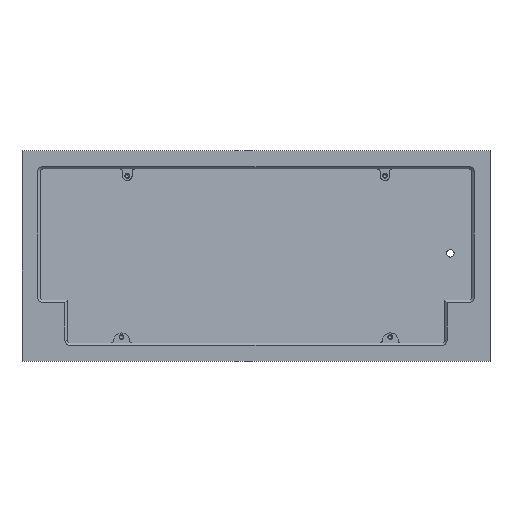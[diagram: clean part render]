
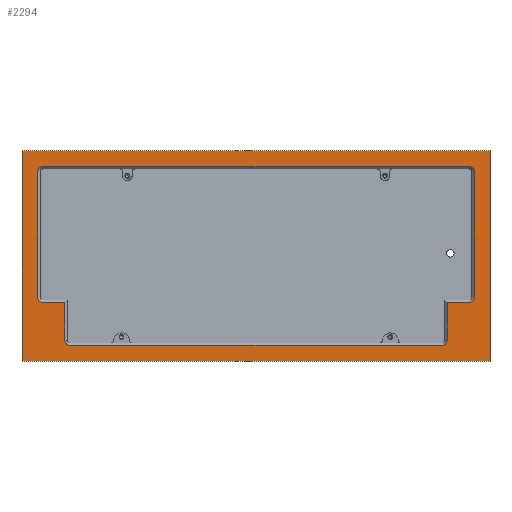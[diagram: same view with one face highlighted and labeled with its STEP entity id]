
A CAD part, top view. The second image highlights one B-rep face of the part: STEP entity #2294.
In plain terms, the highlighted planar face has unit normal (0, 0, 1).
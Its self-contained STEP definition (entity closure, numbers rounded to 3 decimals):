
#105=FACE_BOUND('',#345,.T.);
#134=PLANE('',#2439);
#211=FACE_OUTER_BOUND('',#344,.T.);
#344=EDGE_LOOP('',(#1733,#1734,#1735,#1736));
#345=EDGE_LOOP('',(#1737,#1738,#1739,#1740,#1741,#1742,#1743,#1744,#1745,
#1746,#1747,#1748,#1749,#1750));
#532=LINE('',#3491,#767);
#535=LINE('',#3496,#770);
#537=LINE('',#3501,#772);
#539=LINE('',#3504,#774);
#541=LINE('',#3511,#776);
#542=LINE('',#3513,#777);
#543=LINE('',#3517,#778);
#544=LINE('',#3521,#779);
#545=LINE('',#3525,#780);
#546=LINE('',#3529,#781);
#547=LINE('',#3531,#782);
#548=LINE('',#3535,#783);
#767=VECTOR('',#2756,10.);
#770=VECTOR('',#2761,10.);
#772=VECTOR('',#2767,10.);
#774=VECTOR('',#2771,10.);
#776=VECTOR('',#2779,10.);
#777=VECTOR('',#2780,10.);
#778=VECTOR('',#2783,10.);
#779=VECTOR('',#2786,10.);
#780=VECTOR('',#2789,10.);
#781=VECTOR('',#2792,10.);
#782=VECTOR('',#2793,10.);
#783=VECTOR('',#2796,10.);
#929=CIRCLE('',#2440,2.2);
#930=CIRCLE('',#2441,2.2);
#931=CIRCLE('',#2442,2.2);
#932=CIRCLE('',#2443,2.2);
#933=CIRCLE('',#2444,2.2);
#934=CIRCLE('',#2445,2.2);
#1062=VERTEX_POINT('',#3488);
#1063=VERTEX_POINT('',#3490);
#1064=VERTEX_POINT('',#3494);
#1065=VERTEX_POINT('',#3500);
#1066=VERTEX_POINT('',#3509);
#1067=VERTEX_POINT('',#3510);
#1068=VERTEX_POINT('',#3512);
#1069=VERTEX_POINT('',#3514);
#1070=VERTEX_POINT('',#3516);
#1071=VERTEX_POINT('',#3518);
#1072=VERTEX_POINT('',#3520);
#1073=VERTEX_POINT('',#3522);
#1074=VERTEX_POINT('',#3524);
#1075=VERTEX_POINT('',#3526);
#1076=VERTEX_POINT('',#3528);
#1077=VERTEX_POINT('',#3530);
#1078=VERTEX_POINT('',#3532);
#1079=VERTEX_POINT('',#3534);
#1311=EDGE_CURVE('',#1063,#1062,#532,.T.);
#1314=EDGE_CURVE('',#1062,#1064,#535,.T.);
#1316=EDGE_CURVE('',#1065,#1063,#537,.T.);
#1318=EDGE_CURVE('',#1064,#1065,#539,.T.);
#1320=EDGE_CURVE('',#1066,#1067,#541,.T.);
#1321=EDGE_CURVE('',#1068,#1066,#542,.T.);
#1322=EDGE_CURVE('',#1069,#1068,#929,.T.);
#1323=EDGE_CURVE('',#1070,#1069,#543,.T.);
#1324=EDGE_CURVE('',#1071,#1070,#930,.T.);
#1325=EDGE_CURVE('',#1072,#1071,#544,.T.);
#1326=EDGE_CURVE('',#1073,#1072,#931,.T.);
#1327=EDGE_CURVE('',#1074,#1073,#545,.T.);
#1328=EDGE_CURVE('',#1075,#1074,#932,.T.);
#1329=EDGE_CURVE('',#1076,#1075,#546,.T.);
#1330=EDGE_CURVE('',#1077,#1076,#547,.T.);
#1331=EDGE_CURVE('',#1078,#1077,#933,.T.);
#1332=EDGE_CURVE('',#1079,#1078,#548,.T.);
#1333=EDGE_CURVE('',#1067,#1079,#934,.T.);
#1733=ORIENTED_EDGE('',*,*,#1311,.T.);
#1734=ORIENTED_EDGE('',*,*,#1314,.T.);
#1735=ORIENTED_EDGE('',*,*,#1318,.T.);
#1736=ORIENTED_EDGE('',*,*,#1316,.T.);
#1737=ORIENTED_EDGE('',*,*,#1320,.F.);
#1738=ORIENTED_EDGE('',*,*,#1321,.F.);
#1739=ORIENTED_EDGE('',*,*,#1322,.F.);
#1740=ORIENTED_EDGE('',*,*,#1323,.F.);
#1741=ORIENTED_EDGE('',*,*,#1324,.F.);
#1742=ORIENTED_EDGE('',*,*,#1325,.F.);
#1743=ORIENTED_EDGE('',*,*,#1326,.F.);
#1744=ORIENTED_EDGE('',*,*,#1327,.F.);
#1745=ORIENTED_EDGE('',*,*,#1328,.F.);
#1746=ORIENTED_EDGE('',*,*,#1329,.F.);
#1747=ORIENTED_EDGE('',*,*,#1330,.F.);
#1748=ORIENTED_EDGE('',*,*,#1331,.F.);
#1749=ORIENTED_EDGE('',*,*,#1332,.F.);
#1750=ORIENTED_EDGE('',*,*,#1333,.F.);
#2294=ADVANCED_FACE('',(#211,#105),#134,.T.);
#2439=AXIS2_PLACEMENT_3D('',#3508,#2777,#2778);
#2440=AXIS2_PLACEMENT_3D('',#3515,#2781,#2782);
#2441=AXIS2_PLACEMENT_3D('',#3519,#2784,#2785);
#2442=AXIS2_PLACEMENT_3D('',#3523,#2787,#2788);
#2443=AXIS2_PLACEMENT_3D('',#3527,#2790,#2791);
#2444=AXIS2_PLACEMENT_3D('',#3533,#2794,#2795);
#2445=AXIS2_PLACEMENT_3D('',#3536,#2797,#2798);
#2756=DIRECTION('',(0.,-1.,0.));
#2761=DIRECTION('',(1.,0.,0.));
#2767=DIRECTION('',(-1.,0.,0.));
#2771=DIRECTION('',(0.,1.,0.));
#2777=DIRECTION('center_axis',(0.,0.,1.));
#2778=DIRECTION('ref_axis',(1.,0.,0.));
#2779=DIRECTION('',(0.,-1.,0.));
#2780=DIRECTION('',(1.,0.,0.));
#2781=DIRECTION('center_axis',(0.,0.,1.));
#2782=DIRECTION('ref_axis',(-0.707,-0.707,0.));
#2783=DIRECTION('',(0.,-1.,0.));
#2784=DIRECTION('center_axis',(0.,0.,1.));
#2785=DIRECTION('ref_axis',(-0.707,0.707,0.));
#2786=DIRECTION('',(-1.,0.,0.));
#2787=DIRECTION('center_axis',(0.,0.,1.));
#2788=DIRECTION('ref_axis',(0.707,0.707,0.));
#2789=DIRECTION('',(0.,1.,0.));
#2790=DIRECTION('center_axis',(0.,0.,1.));
#2791=DIRECTION('ref_axis',(0.707,-0.707,0.));
#2792=DIRECTION('',(1.,0.,0.));
#2793=DIRECTION('',(0.,1.,0.));
#2794=DIRECTION('center_axis',(0.,0.,1.));
#2795=DIRECTION('ref_axis',(0.707,-0.707,0.));
#2796=DIRECTION('',(1.,0.,0.));
#2797=DIRECTION('center_axis',(0.,0.,1.));
#2798=DIRECTION('ref_axis',(-0.707,-0.707,0.));
#3488=CARTESIAN_POINT('',(46.39,-130.94,10.7));
#3490=CARTESIAN_POINT('',(46.39,-37.69,10.7));
#3491=CARTESIAN_POINT('',(46.39,-37.69,10.7));
#3494=CARTESIAN_POINT('',(253.94,-130.94,10.7));
#3496=CARTESIAN_POINT('',(46.39,-130.94,10.7));
#3500=CARTESIAN_POINT('',(253.94,-37.69,10.7));
#3501=CARTESIAN_POINT('',(253.94,-37.69,10.7));
#3504=CARTESIAN_POINT('',(253.94,-130.94,10.7));
#3508=CARTESIAN_POINT('Origin',(150.165,-84.315,10.7));
#3509=CARTESIAN_POINT('',(65.437,-104.89,10.7));
#3510=CARTESIAN_POINT('',(65.437,-121.74,10.7));
#3511=CARTESIAN_POINT('',(65.437,-103.628,10.7));
#3512=CARTESIAN_POINT('',(55.59,-104.89,10.7));
#3513=CARTESIAN_POINT('',(108.301,-104.89,10.7));
#3514=CARTESIAN_POINT('',(53.39,-102.69,10.7));
#3515=CARTESIAN_POINT('Origin',(55.59,-102.69,10.7));
#3516=CARTESIAN_POINT('',(53.39,-46.89,10.7));
#3517=CARTESIAN_POINT('',(53.39,-65.003,10.7));
#3518=CARTESIAN_POINT('',(55.59,-44.69,10.7));
#3519=CARTESIAN_POINT('Origin',(55.59,-46.89,10.7));
#3520=CARTESIAN_POINT('',(244.74,-44.69,10.7));
#3521=CARTESIAN_POINT('',(198.053,-44.69,10.7));
#3522=CARTESIAN_POINT('',(246.94,-46.89,10.7));
#3523=CARTESIAN_POINT('Origin',(244.74,-46.89,10.7));
#3524=CARTESIAN_POINT('',(246.94,-102.69,10.7));
#3525=CARTESIAN_POINT('',(246.94,-103.628,10.7));
#3526=CARTESIAN_POINT('',(244.74,-104.89,10.7));
#3527=CARTESIAN_POINT('Origin',(244.74,-102.69,10.7));
#3528=CARTESIAN_POINT('',(234.893,-104.89,10.7));
#3529=CARTESIAN_POINT('',(108.301,-104.89,10.7));
#3530=CARTESIAN_POINT('',(234.893,-121.74,10.7));
#3531=CARTESIAN_POINT('',(234.893,-94.103,10.7));
#3532=CARTESIAN_POINT('',(232.693,-123.94,10.7));
#3533=CARTESIAN_POINT('Origin',(232.693,-121.74,10.7));
#3534=CARTESIAN_POINT('',(67.637,-123.94,10.7));
#3535=CARTESIAN_POINT('',(102.278,-123.94,10.7));
#3536=CARTESIAN_POINT('Origin',(67.637,-121.74,10.7));
